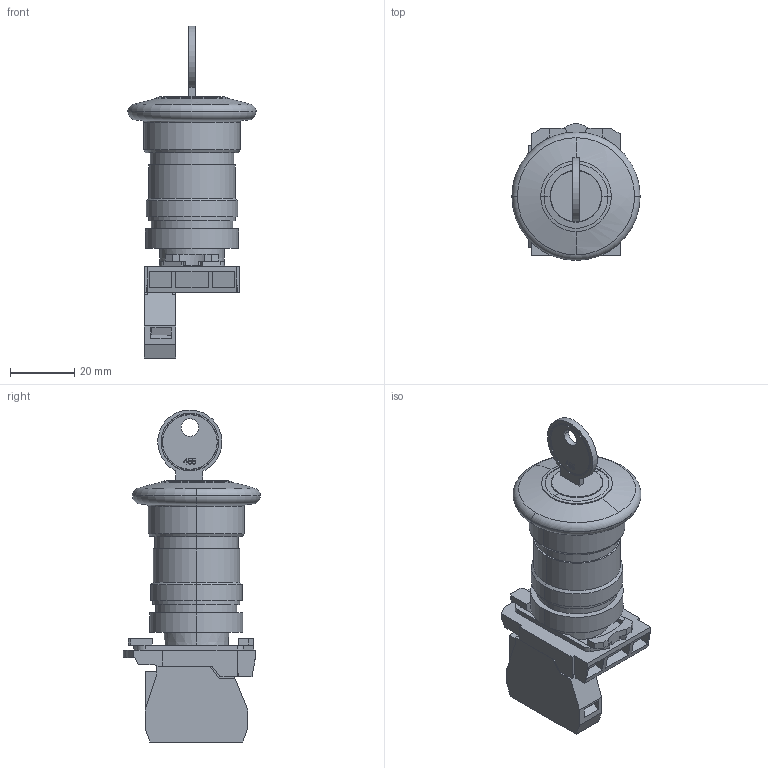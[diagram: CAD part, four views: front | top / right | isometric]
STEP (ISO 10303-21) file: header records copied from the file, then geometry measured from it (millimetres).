
FILE_DESCRIPTION((''),'2;1');
FILE_NAME('XB5AS9442-3D','2020-12-18T15:20:37',('SESA231899'),('Schneider-Electric'),'CREO PARAMETRIC BY PTC INC, 2019164','CREO PARAMETRIC BY PTC INC, 2019164','');
FILE_SCHEMA(('AP242_MANAGED_MODEL_BASED_3D_ENGINEERING_MIM_LF { 1 0 10303 442 1 1 4 }'));
Length unit declared in the file: millimetre
Products named in the file (1): XB5AS9442-3D
Bounding box: 40 x 42.73 x 103.51 mm (x, y, z)
Volume: 46539 mm3; surface area: 14563.4 mm2
Topology: 1 solids, 1 shells, 438 faces, 1208 edges, 791 vertices
Faces by surface type: plane 369, cylinder 41, cone 20, torus 6, sphere 2
Entity records: 46793 total; most frequent: CARTESIAN_POINT 29448, ORIENTED_EDGE 2414, DIRECTION 2276, EDGE_CURVE 1207, VECTOR 1044, LINE 1044, FILL_AREA_STYLE_COLOUR 864, FILL_AREA_STYLE 864
